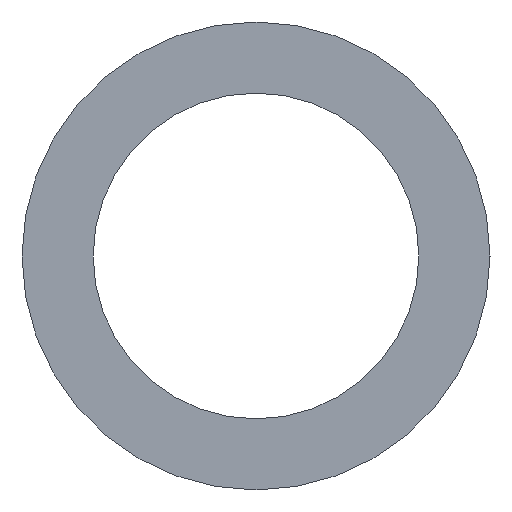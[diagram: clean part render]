
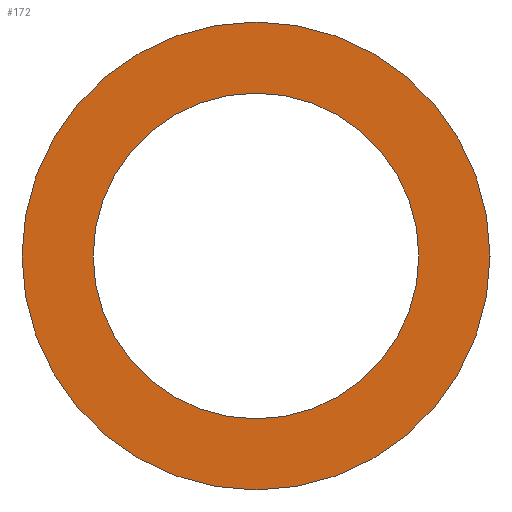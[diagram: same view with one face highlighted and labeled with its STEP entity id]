
A CAD part, left-side view. The second image highlights one B-rep face of the part: STEP entity #172.
In plain terms, the highlighted planar face has unit normal (-1, 0, 0).
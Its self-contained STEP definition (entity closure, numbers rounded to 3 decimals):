
#172=ADVANCED_FACE('',(#423,#424),#422,.T.);
#422=PLANE('',#732);
#423=FACE_OUTER_BOUND('',#733,.T.);
#424=FACE_BOUND('',#734,.T.);
#729=CARTESIAN_POINT('',(-110.,74.952,47.5));
#730=DIRECTION('',(-1.,0.,0.));
#731=DIRECTION('',(0.,0.,-1.));
#732=AXIS2_PLACEMENT_3D('',#729,#730,#731);
#733=EDGE_LOOP('',(#941,#942));
#734=EDGE_LOOP('',(#943,#944));
#941=ORIENTED_EDGE('',*,*,#1043,.T.);
#942=ORIENTED_EDGE('',*,*,#1044,.T.);
#943=ORIENTED_EDGE('',*,*,#1045,.F.);
#944=ORIENTED_EDGE('',*,*,#1046,.F.);
#1043=EDGE_CURVE('',#1399,#1400,#1401,.T.);
#1044=EDGE_CURVE('',#1400,#1399,#1407,.T.);
#1045=EDGE_CURVE('',#1413,#1414,#1415,.T.);
#1046=EDGE_CURVE('',#1414,#1413,#1421,.T.);
#1399=VERTEX_POINT('',#1745);
#1400=VERTEX_POINT('',#1746);
#1401=CIRCLE('',#1750,37.5);
#1407=CIRCLE('',#1754,37.5);
#1413=VERTEX_POINT('',#1755);
#1414=VERTEX_POINT('',#1756);
#1415=CIRCLE('',#1760,26.1);
#1421=CIRCLE('',#1764,26.1);
#1745=CARTESIAN_POINT('',(-110.,0.,37.5));
#1746=CARTESIAN_POINT('',(-110.,0.,-37.5));
#1747=CARTESIAN_POINT('',(-110.,0.,0.));
#1748=DIRECTION('',(-1.,0.,0.));
#1749=DIRECTION('',(0.,0.,1.));
#1750=AXIS2_PLACEMENT_3D('',#1747,#1748,#1749);
#1751=CARTESIAN_POINT('',(-110.,0.,0.));
#1752=DIRECTION('',(-1.,0.,0.));
#1753=DIRECTION('',(0.,0.,1.));
#1754=AXIS2_PLACEMENT_3D('',#1751,#1752,#1753);
#1755=CARTESIAN_POINT('',(-110.,0.,-26.1));
#1756=CARTESIAN_POINT('',(-110.,0.,26.1));
#1757=CARTESIAN_POINT('',(-110.,0.,0.));
#1758=DIRECTION('',(-1.,0.,0.));
#1759=DIRECTION('',(0.,0.,1.));
#1760=AXIS2_PLACEMENT_3D('',#1757,#1758,#1759);
#1761=CARTESIAN_POINT('',(-110.,0.,0.));
#1762=DIRECTION('',(-1.,0.,0.));
#1763=DIRECTION('',(0.,0.,1.));
#1764=AXIS2_PLACEMENT_3D('',#1761,#1762,#1763);
